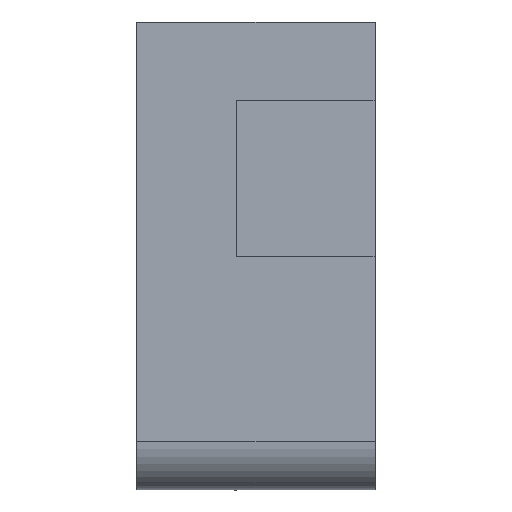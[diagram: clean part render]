
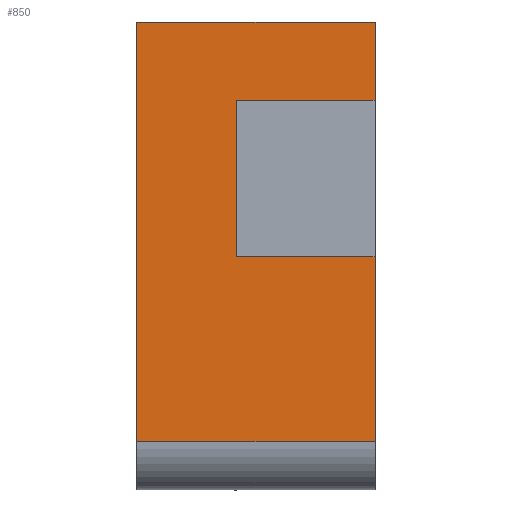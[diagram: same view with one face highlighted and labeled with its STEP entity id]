
A CAD part, left-side view. The second image highlights one B-rep face of the part: STEP entity #850.
In plain terms, the highlighted planar face has unit normal (-1, 0, 0).
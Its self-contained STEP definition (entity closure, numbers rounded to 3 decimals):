
#17=DIRECTION('',(0.,0.,1.));
#18=VECTOR('',#17,4.5);
#19=CARTESIAN_POINT('',(-52.5,0.,-4.5));
#20=LINE('',#19,#18);
#45=DIRECTION('',(0.,0.,1.));
#46=VECTOR('',#45,10.65);
#47=CARTESIAN_POINT('',(-52.5,0.,-24.15));
#48=LINE('',#47,#46);
#136=DIRECTION('',(0.,0.,1.));
#137=VECTOR('',#136,9.);
#138=CARTESIAN_POINT('',(-52.5,8.,-13.5));
#139=LINE('',#138,#137);
#213=DIRECTION('',(0.,1.,0.));
#214=VECTOR('',#213,13.7);
#215=CARTESIAN_POINT('',(-52.5,0.,0.));
#216=LINE('',#215,#214);
#221=DIRECTION('',(0.,1.,0.));
#222=VECTOR('',#221,13.7);
#223=CARTESIAN_POINT('',(-52.5,0.,-24.15));
#224=LINE('',#223,#222);
#225=DIRECTION('',(0.,0.,1.));
#226=VECTOR('',#225,24.15);
#227=CARTESIAN_POINT('',(-52.5,13.7,-24.15));
#228=LINE('',#227,#226);
#229=DIRECTION('',(0.,1.,0.));
#230=VECTOR('',#229,8.);
#231=CARTESIAN_POINT('',(-52.5,0.,-4.5));
#232=LINE('',#231,#230);
#257=DIRECTION('',(0.,1.,0.));
#258=VECTOR('',#257,8.);
#259=CARTESIAN_POINT('',(-52.5,0.,-13.5));
#260=LINE('',#259,#258);
#461=CARTESIAN_POINT('',(-52.5,0.,-4.5));
#462=VERTEX_POINT('',#461);
#463=CARTESIAN_POINT('',(-52.5,0.,0.));
#464=VERTEX_POINT('',#463);
#465=CARTESIAN_POINT('',(-52.5,0.,-13.5));
#467=VERTEX_POINT('',#465);
#469=CARTESIAN_POINT('',(-52.5,13.7,0.));
#471=VERTEX_POINT('',#469);
#479=CARTESIAN_POINT('',(-52.5,8.,-4.5));
#480=VERTEX_POINT('',#479);
#481=CARTESIAN_POINT('',(-52.5,8.,-13.5));
#483=VERTEX_POINT('',#481);
#491=CARTESIAN_POINT('',(-52.5,0.,-24.15));
#492=CARTESIAN_POINT('',(-52.5,13.7,-24.15));
#493=VERTEX_POINT('',#491);
#494=VERTEX_POINT('',#492);
#832=CARTESIAN_POINT('',(-52.5,0.,-4.5));
#833=DIRECTION('',(-1.,0.,0.));
#834=DIRECTION('',(0.,0.,1.));
#835=AXIS2_PLACEMENT_3D('',#832,#833,#834);
#836=PLANE('',#835);
#838=ORIENTED_EDGE('',*,*,#837,.T.);
#839=ORIENTED_EDGE('',*,*,#789,.T.);
#840=ORIENTED_EDGE('',*,*,#824,.F.);
#841=ORIENTED_EDGE('',*,*,#604,.F.);
#843=ORIENTED_EDGE('',*,*,#842,.T.);
#844=ORIENTED_EDGE('',*,*,#734,.F.);
#846=ORIENTED_EDGE('',*,*,#845,.F.);
#847=ORIENTED_EDGE('',*,*,#626,.F.);
#848=EDGE_LOOP('',(#838,#839,#840,#841,#843,#844,#846,#847));
#849=FACE_OUTER_BOUND('',#848,.F.);
#850=ADVANCED_FACE('',(#849),#836,.T.);
#604=EDGE_CURVE('',#462,#464,#20,.T.);
#626=EDGE_CURVE('',#493,#467,#48,.T.);
#734=EDGE_CURVE('',#483,#480,#139,.T.);
#789=EDGE_CURVE('',#494,#471,#228,.T.);
#824=EDGE_CURVE('',#464,#471,#216,.T.);
#837=EDGE_CURVE('',#493,#494,#224,.T.);
#842=EDGE_CURVE('',#462,#480,#232,.T.);
#845=EDGE_CURVE('',#467,#483,#260,.T.);
